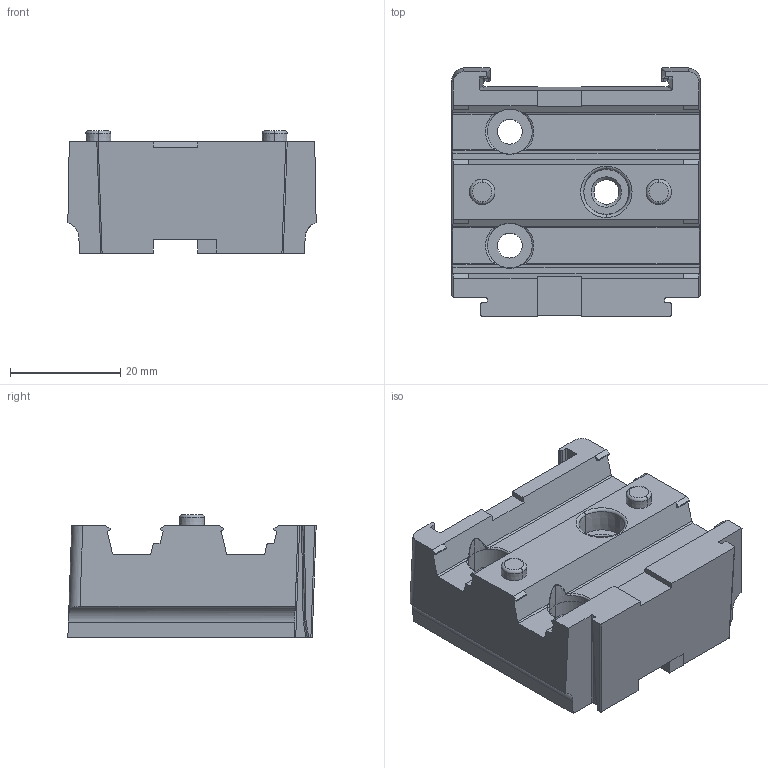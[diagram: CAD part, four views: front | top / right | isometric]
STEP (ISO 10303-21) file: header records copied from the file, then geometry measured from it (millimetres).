
FILE_DESCRIPTION(('HOOPS Exchange Step'),'2;1');
FILE_NAME('export-D3AFDD3D-340F-4155-BB05-9CE48B6E2DA0.stp','2024-08-20T11:58:17+02:00',('jberger'),('Alibre'),'HOOPS Exchange 2021.0','Alibre','Unknown authorisation');
FILE_SCHEMA( ('AP242_MANAGED_MODEL_BASED_3D_ENGINEERING_MIM_LF {1 0 10303 442 1 1 4 }') );
Length unit declared in the file: centimetre
Products named in the file (2): 1127605_step_Versuch; Neue 3D Baugruppe (2)
Assembly tree (1 placements, depth 2):
  Neue 3D Baugruppe (2)
    1127605_step_Versuch
Bounding box: 45 x 45 x 22.2 mm (x, y, z)
Volume: 28257.6 mm3; surface area: 11841.3 mm2
Topology: 1 solids, 33 shells, 633 faces, 1626 edges, 1064 vertices
Faces by surface type: plane 340, bspline 169, cylinder 92, cone 22, torus 10
Entity records: 24450 total; most frequent: CARTESIAN_POINT 10282, ORIENTED_EDGE 3252, DIRECTION 2332, EDGE_CURVE 1626, VERTEX_POINT 1064, VECTOR 1032, LINE 1032, EDGE_LOOP 656
